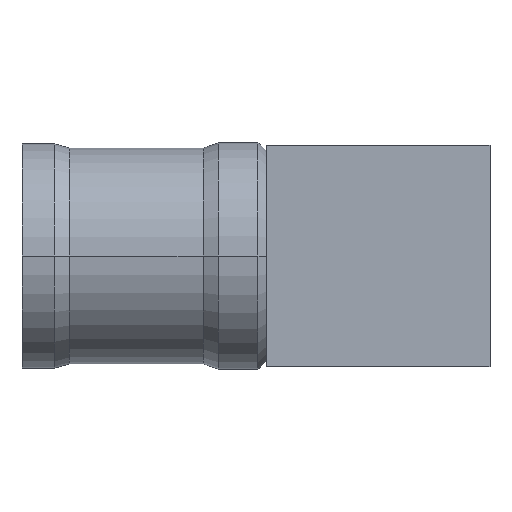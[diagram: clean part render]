
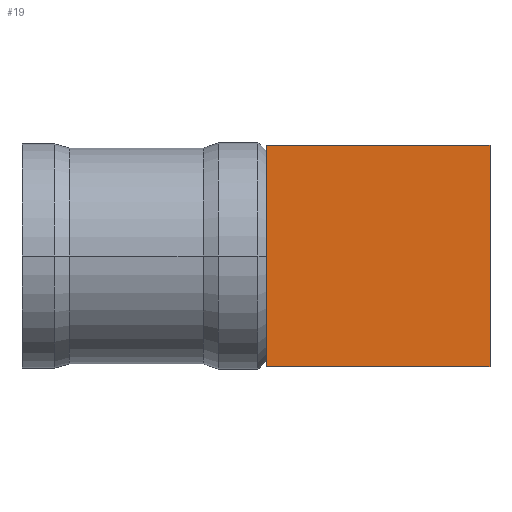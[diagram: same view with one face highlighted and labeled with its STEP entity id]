
A CAD part, left-side view. The second image highlights one B-rep face of the part: STEP entity #19.
In plain terms, the highlighted planar face has unit normal (-1, 0, 0).
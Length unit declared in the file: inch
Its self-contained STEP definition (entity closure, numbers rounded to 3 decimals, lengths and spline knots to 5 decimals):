
#19 = ADVANCED_FACE ( 'NONE', ( #2072 ), #3909, .F. ) ;
#24 = EDGE_CURVE ( 'NONE', #1366, #3416, #3931, .T. ) ;
#119 = CARTESIAN_POINT ( 'NONE',  ( -0.624, 0.126, 0.125 ) ) ;
#220 = ORIENTED_EDGE ( 'NONE', *, *, #892, .F. ) ;
#390 = VECTOR ( 'NONE', #849, 39.37008 ) ;
#551 = VECTOR ( 'NONE', #2142, 39.37008 ) ;
#573 = CARTESIAN_POINT ( 'NONE',  ( -0.624, -0.126, 0.125 ) ) ;
#826 = DIRECTION ( 'NONE',  ( 1., 0., 0. ) ) ;
#849 = DIRECTION ( 'NONE',  ( 0., 0., -1. ) ) ;
#892 = EDGE_CURVE ( 'NONE', #2461, #3416, #3923, .T. ) ;
#1248 = DIRECTION ( 'NONE',  ( 0., 1., 0. ) ) ;
#1366 = VERTEX_POINT ( 'NONE', #119 ) ;
#1388 = EDGE_CURVE ( 'NONE', #3512, #1366, #2789, .T. ) ;
#1477 = ORIENTED_EDGE ( 'NONE', *, *, #1388, .T. ) ;
#1661 = EDGE_LOOP ( 'NONE', ( #2235, #220, #2270, #1477 ) ) ;
#1800 = CARTESIAN_POINT ( 'NONE',  ( -0.624, -0.126, -0.125 ) ) ;
#1808 = CARTESIAN_POINT ( 'NONE',  ( -0.624, -0.126, -0.125 ) ) ;
#1854 = LINE ( 'NONE', #2398, #551 ) ;
#1964 = VECTOR ( 'NONE', #1248, 39.37008 ) ;
#2072 = FACE_OUTER_BOUND ( 'NONE', #1661, .T. ) ;
#2142 = DIRECTION ( 'NONE',  ( 0., 0., -1. ) ) ;
#2146 = CARTESIAN_POINT ( 'NONE',  ( -0.624, 0.126, -0.125 ) ) ;
#2235 = ORIENTED_EDGE ( 'NONE', *, *, #24, .T. ) ;
#2270 = ORIENTED_EDGE ( 'NONE', *, *, #2498, .F. ) ;
#2398 = CARTESIAN_POINT ( 'NONE',  ( -0.624, -0.126, -0.125 ) ) ;
#2461 = VERTEX_POINT ( 'NONE', #3024 ) ;
#2498 = EDGE_CURVE ( 'NONE', #3512, #2461, #1854, .T. ) ;
#2527 = DIRECTION ( 'NONE',  ( 0., 1., 0. ) ) ;
#2789 = LINE ( 'NONE', #573, #1964 ) ;
#2856 = CARTESIAN_POINT ( 'NONE',  ( -0.624, -0.126, 0.125 ) ) ;
#3024 = CARTESIAN_POINT ( 'NONE',  ( -0.624, -0.126, -0.125 ) ) ;
#3091 = VECTOR ( 'NONE', #2527, 39.37008 ) ;
#3298 = DIRECTION ( 'NONE',  ( 0., 1., 0. ) ) ;
#3416 = VERTEX_POINT ( 'NONE', #2146 ) ;
#3482 = AXIS2_PLACEMENT_3D ( 'NONE', #1808, #826, #3298 ) ;
#3512 = VERTEX_POINT ( 'NONE', #2856 ) ;
#3615 = CARTESIAN_POINT ( 'NONE',  ( -0.624, 0.126, -0.125 ) ) ;
#3909 = PLANE ( 'NONE',  #3482 ) ;
#3923 = LINE ( 'NONE', #1800, #3091 ) ;
#3931 = LINE ( 'NONE', #3615, #390 ) ;
